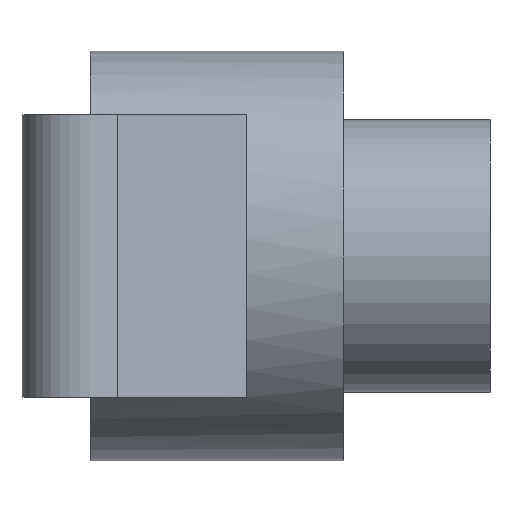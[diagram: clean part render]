
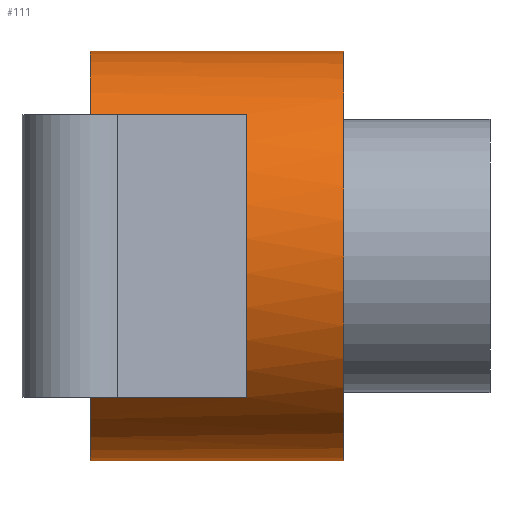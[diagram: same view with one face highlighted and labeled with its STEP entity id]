
A CAD part, front view. The second image highlights one B-rep face of the part: STEP entity #111.
In plain terms, the highlighted cylindrical face has radius 21 mm (diameter 42 mm), a partial arc.
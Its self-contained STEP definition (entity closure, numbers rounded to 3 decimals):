
#13 = VECTOR ( 'NONE', #236, 1000. ) ;
#35 = VECTOR ( 'NONE', #580, 1000. ) ;
#40 = EDGE_CURVE ( 'NONE', #366, #305, #392, .T. ) ;
#51 = DIRECTION ( 'NONE',  ( 0., 0., -1. ) ) ;
#58 = CARTESIAN_POINT ( 'NONE',  ( 26., -15.19, -14.5 ) ) ;
#59 = AXIS2_PLACEMENT_3D ( 'NONE', #1135, #84, #958 ) ;
#64 = CARTESIAN_POINT ( 'NONE',  ( 26., 0., -21. ) ) ;
#75 = VERTEX_POINT ( 'NONE', #329 ) ;
#84 = DIRECTION ( 'NONE',  ( -1., 0., 0. ) ) ;
#95 = CARTESIAN_POINT ( 'NONE',  ( 0., 0., 21. ) ) ;
#101 = ORIENTED_EDGE ( 'NONE', *, *, #40, .F. ) ;
#111 = ADVANCED_FACE ( 'NONE', ( #890 ), #425, .T. ) ;
#116 = DIRECTION ( 'NONE',  ( 1., 0., 0. ) ) ;
#134 = ORIENTED_EDGE ( 'NONE', *, *, #405, .T. ) ;
#140 = VECTOR ( 'NONE', #545, 1000. ) ;
#143 = EDGE_CURVE ( 'NONE', #602, #585, #226, .T. ) ;
#208 = LINE ( 'NONE', #630, #140 ) ;
#226 = CIRCLE ( 'NONE', #739, 21. ) ;
#236 = DIRECTION ( 'NONE',  ( 1., 0., 0. ) ) ;
#251 = EDGE_CURVE ( 'NONE', #999, #75, #874, .T. ) ;
#305 = VERTEX_POINT ( 'NONE', #1117 ) ;
#307 = DIRECTION ( 'NONE',  ( 1., 0., 0. ) ) ;
#329 = CARTESIAN_POINT ( 'NONE',  ( 0., -15.19, 14.5 ) ) ;
#338 = VERTEX_POINT ( 'NONE', #544 ) ;
#346 = EDGE_CURVE ( 'NONE', #597, #366, #498, .T. ) ;
#366 = VERTEX_POINT ( 'NONE', #64 ) ;
#385 = EDGE_CURVE ( 'NONE', #338, #585, #846, .T. ) ;
#392 = LINE ( 'NONE', #758, #35 ) ;
#405 = EDGE_CURVE ( 'NONE', #338, #305, #944, .T. ) ;
#425 = CYLINDRICAL_SURFACE ( 'NONE', #59, 21. ) ;
#470 = ORIENTED_EDGE ( 'NONE', *, *, #251, .T. ) ;
#471 = DIRECTION ( 'NONE',  ( 1., 0., 0. ) ) ;
#487 = LINE ( 'NONE', #767, #13 ) ;
#498 = CIRCLE ( 'NONE', #1099, 21. ) ;
#544 = CARTESIAN_POINT ( 'NONE',  ( 0., -15.19, -14.5 ) ) ;
#545 = DIRECTION ( 'NONE',  ( -1., 0., 0. ) ) ;
#561 = EDGE_CURVE ( 'NONE', #75, #602, #487, .T. ) ;
#580 = DIRECTION ( 'NONE',  ( -1., 0., 0. ) ) ;
#585 = VERTEX_POINT ( 'NONE', #798 ) ;
#597 = VERTEX_POINT ( 'NONE', #599 ) ;
#599 = CARTESIAN_POINT ( 'NONE',  ( 26., 0., 21. ) ) ;
#602 = VERTEX_POINT ( 'NONE', #694 ) ;
#626 = CARTESIAN_POINT ( 'NONE',  ( 16., 0., 0. ) ) ;
#630 = CARTESIAN_POINT ( 'NONE',  ( 26., 0., 21. ) ) ;
#636 = ORIENTED_EDGE ( 'NONE', *, *, #561, .T. ) ;
#694 = CARTESIAN_POINT ( 'NONE',  ( 16., -15.19, 14.5 ) ) ;
#739 = AXIS2_PLACEMENT_3D ( 'NONE', #626, #116, #986 ) ;
#758 = CARTESIAN_POINT ( 'NONE',  ( 26., 0., -21. ) ) ;
#767 = CARTESIAN_POINT ( 'NONE',  ( 26., -15.19, 14.5 ) ) ;
#768 = ORIENTED_EDGE ( 'NONE', *, *, #143, .T. ) ;
#798 = CARTESIAN_POINT ( 'NONE',  ( 16., -15.19, -14.5 ) ) ;
#821 = DIRECTION ( 'NONE',  ( 0., 0., -1. ) ) ;
#834 = DIRECTION ( 'NONE',  ( 0., 0., -1. ) ) ;
#846 = LINE ( 'NONE', #58, #1013 ) ;
#871 = AXIS2_PLACEMENT_3D ( 'NONE', #1105, #471, #821 ) ;
#874 = CIRCLE ( 'NONE', #871, 21. ) ;
#890 = FACE_OUTER_BOUND ( 'NONE', #891, .T. ) ;
#891 = EDGE_LOOP ( 'NONE', ( #101, #909, #1096, #470, #636, #768, #1003, #134 ) ) ;
#909 = ORIENTED_EDGE ( 'NONE', *, *, #346, .F. ) ;
#926 = AXIS2_PLACEMENT_3D ( 'NONE', #1116, #1011, #834 ) ;
#931 = DIRECTION ( 'NONE',  ( 1., 0., 0. ) ) ;
#944 = CIRCLE ( 'NONE', #926, 21. ) ;
#958 = DIRECTION ( 'NONE',  ( 0., 0., 1. ) ) ;
#959 = EDGE_CURVE ( 'NONE', #597, #999, #208, .T. ) ;
#986 = DIRECTION ( 'NONE',  ( 0., 1., 0. ) ) ;
#999 = VERTEX_POINT ( 'NONE', #95 ) ;
#1003 = ORIENTED_EDGE ( 'NONE', *, *, #385, .F. ) ;
#1011 = DIRECTION ( 'NONE',  ( 1., 0., 0. ) ) ;
#1013 = VECTOR ( 'NONE', #931, 1000. ) ;
#1019 = CARTESIAN_POINT ( 'NONE',  ( 26., 0., 0. ) ) ;
#1096 = ORIENTED_EDGE ( 'NONE', *, *, #959, .T. ) ;
#1099 = AXIS2_PLACEMENT_3D ( 'NONE', #1019, #307, #51 ) ;
#1105 = CARTESIAN_POINT ( 'NONE',  ( 0., 0., 0. ) ) ;
#1116 = CARTESIAN_POINT ( 'NONE',  ( 0., 0., 0. ) ) ;
#1117 = CARTESIAN_POINT ( 'NONE',  ( 0., 0., -21. ) ) ;
#1135 = CARTESIAN_POINT ( 'NONE',  ( 26., 0., 0. ) ) ;
